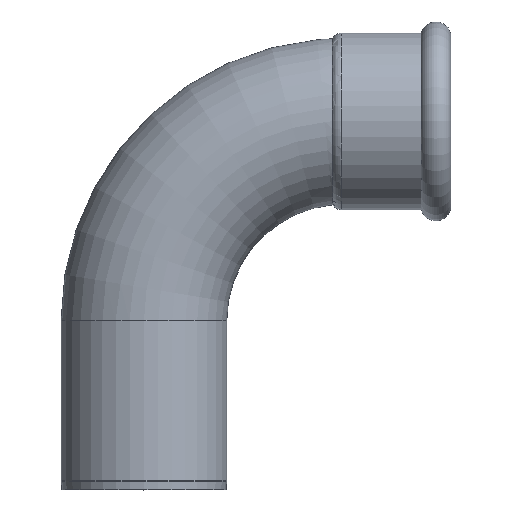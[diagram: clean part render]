
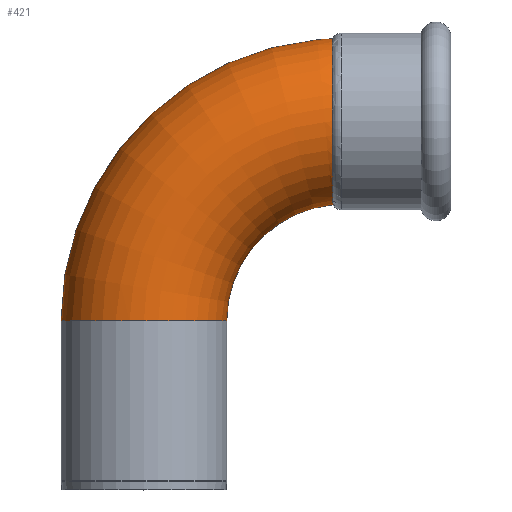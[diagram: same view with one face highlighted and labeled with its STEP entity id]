
A CAD part, top view. The second image highlights one B-rep face of the part: STEP entity #421.
In plain terms, the highlighted toroidal (fillet/blend) face has major radius 65 mm and minor radius 27 mm.
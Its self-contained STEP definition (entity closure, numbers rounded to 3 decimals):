
#18=B_SPLINE_CURVE_WITH_KNOTS('',3,(#833,#834,#835,#836,#837,#838,#839,
#840,#841,#842,#843,#844),.UNSPECIFIED.,.F.,.F.,(4,2,2,2,2,4),(8.516,
9.501,10.552,11.608,12.666,12.785),
 .UNSPECIFIED.);
#19=B_SPLINE_CURVE_WITH_KNOTS('',3,(#846,#847,#848,#849,#850,#851,#852,
#853,#854,#855,#856,#857,#858,#859,#860,#861,#862,#863,#864,#865),
 .UNSPECIFIED.,.F.,.F.,(4,2,2,2,2,2,2,2,2,4),(0.,1.054,2.108,
3.163,4.22,5.277,6.336,7.395,
8.451,8.516),.UNSPECIFIED.);
#20=B_SPLINE_CURVE_WITH_KNOTS('',3,(#866,#867,#868,#869,#870,#871,#872,
#873,#874,#875,#876,#877),.UNSPECIFIED.,.F.,.F.,(4,2,2,2,2,4),(12.785,
13.724,14.78,15.835,16.432,17.029),
 .UNSPECIFIED.);
#64=FACE_OUTER_BOUND('',#83,.T.);
#83=EDGE_LOOP('',(#354,#355,#356,#357,#358,#359,#360));
#126=CIRCLE('',#495,27.);
#127=CIRCLE('',#496,27.);
#136=CIRCLE('',#508,38.);
#175=VERTEX_POINT('',#763);
#176=VERTEX_POINT('',#764);
#186=VERTEX_POINT('',#830);
#187=VERTEX_POINT('',#832);
#188=VERTEX_POINT('',#845);
#235=EDGE_CURVE('',#175,#176,#126,.T.);
#237=EDGE_CURVE('',#176,#175,#127,.T.);
#249=EDGE_CURVE('',#187,#186,#18,.T.);
#250=EDGE_CURVE('',#188,#187,#19,.T.);
#251=EDGE_CURVE('',#186,#188,#20,.T.);
#252=EDGE_CURVE('',#187,#176,#136,.T.);
#354=ORIENTED_EDGE('',*,*,#250,.T.);
#355=ORIENTED_EDGE('',*,*,#252,.T.);
#356=ORIENTED_EDGE('',*,*,#235,.F.);
#357=ORIENTED_EDGE('',*,*,#237,.F.);
#358=ORIENTED_EDGE('',*,*,#252,.F.);
#359=ORIENTED_EDGE('',*,*,#249,.T.);
#360=ORIENTED_EDGE('',*,*,#251,.T.);
#405=TOROIDAL_SURFACE('',#507,65.,27.);
#421=ADVANCED_FACE('',(#64),#405,.T.);
#495=AXIS2_PLACEMENT_3D('',#765,#623,#624);
#496=AXIS2_PLACEMENT_3D('',#767,#626,#627);
#507=AXIS2_PLACEMENT_3D('',#878,#648,#649);
#508=AXIS2_PLACEMENT_3D('',#879,#650,#651);
#623=DIRECTION('center_axis',(0.,-1.,0.));
#624=DIRECTION('ref_axis',(-1.,0.,0.));
#626=DIRECTION('center_axis',(0.,-1.,0.));
#627=DIRECTION('ref_axis',(-1.,0.,0.));
#648=DIRECTION('center_axis',(0.,0.,
-1.));
#649=DIRECTION('ref_axis',(-1.,0.,0.));
#650=DIRECTION('center_axis',(0.,0.,
1.));
#651=DIRECTION('ref_axis',(-1.,0.,0.));
#763=CARTESIAN_POINT('',(-100.,-65.,27.));
#764=CARTESIAN_POINT('',(-73.,-65.,0.));
#765=CARTESIAN_POINT('Origin',(-100.,-65.,0.));
#767=CARTESIAN_POINT('Origin',(-100.,-65.,0.));
#830=CARTESIAN_POINT('',(-38.631,0.,27.));
#832=CARTESIAN_POINT('',(-38.53,-27.164,0.));
#833=CARTESIAN_POINT('Ctrl Pts',(-38.53,-27.164,0.));
#834=CARTESIAN_POINT('Ctrl Pts',(-38.53,-27.164,3.282));
#835=CARTESIAN_POINT('Ctrl Pts',(-38.534,-26.564,6.537));
#836=CARTESIAN_POINT('Ctrl Pts',(-38.548,-24.141,12.879));
#837=CARTESIAN_POINT('Ctrl Pts',(-38.558,-22.265,15.876));
#838=CARTESIAN_POINT('Ctrl Pts',(-38.58,-17.464,21.001));
#839=CARTESIAN_POINT('Ctrl Pts',(-38.591,-14.58,23.075));
#840=CARTESIAN_POINT('Ctrl Pts',(-38.612,-8.172,26.009));
#841=CARTESIAN_POINT('Ctrl Pts',(-38.621,-4.708,26.837));
#842=CARTESIAN_POINT('Ctrl Pts',(-38.629,-0.789,26.994));
#843=CARTESIAN_POINT('Ctrl Pts',(-38.63,-0.394,27.001));
#844=CARTESIAN_POINT('Ctrl Pts',(-38.631,0.,
27.));
#845=CARTESIAN_POINT('',(-38.672,26.927,0.));
#846=CARTESIAN_POINT('Ctrl Pts',(-38.672,26.927,0.));
#847=CARTESIAN_POINT('Ctrl Pts',(-38.672,26.927,-3.513));
#848=CARTESIAN_POINT('Ctrl Pts',(-38.672,26.24,-6.993));
#849=CARTESIAN_POINT('Ctrl Pts',(-38.669,23.573,-13.494));
#850=CARTESIAN_POINT('Ctrl Pts',(-38.666,21.616,-16.454));
#851=CARTESIAN_POINT('Ctrl Pts',(-38.66,16.678,-21.459));
#852=CARTESIAN_POINT('Ctrl Pts',(-38.656,13.742,-23.456));
#853=CARTESIAN_POINT('Ctrl Pts',(-38.646,7.267,-26.215));
#854=CARTESIAN_POINT('Ctrl Pts',(-38.639,3.79,-26.949));
#855=CARTESIAN_POINT('Ctrl Pts',(-38.624,-3.257,-27.046));
#856=CARTESIAN_POINT('Ctrl Pts',(-38.615,-6.759,-26.405));
#857=CARTESIAN_POINT('Ctrl Pts',(-38.596,-13.323,-23.816));
#858=CARTESIAN_POINT('Ctrl Pts',(-38.585,-16.324,-21.892));
#859=CARTESIAN_POINT('Ctrl Pts',(-38.563,-21.415,-17.));
#860=CARTESIAN_POINT('Ctrl Pts',(-38.552,-23.458,-14.079));
#861=CARTESIAN_POINT('Ctrl Pts',(-38.536,-26.298,-7.629));
#862=CARTESIAN_POINT('Ctrl Pts',(-38.531,-27.072,-4.163));
#863=CARTESIAN_POINT('Ctrl Pts',(-38.53,-27.162,-0.43));
#864=CARTESIAN_POINT('Ctrl Pts',(-38.53,-27.164,-0.215));
#865=CARTESIAN_POINT('Ctrl Pts',(-38.53,-27.164,0.));
#866=CARTESIAN_POINT('Ctrl Pts',(-38.631,0.,
27.));
#867=CARTESIAN_POINT('Ctrl Pts',(-38.638,3.125,26.988));
#868=CARTESIAN_POINT('Ctrl Pts',(-38.644,6.229,26.435));
#869=CARTESIAN_POINT('Ctrl Pts',(-38.654,12.479,24.156));
#870=CARTESIAN_POINT('Ctrl Pts',(-38.658,15.519,22.315));
#871=CARTESIAN_POINT('Ctrl Pts',(-38.665,20.72,17.572));
#872=CARTESIAN_POINT('Ctrl Pts',(-38.668,22.831,14.718));
#873=CARTESIAN_POINT('Ctrl Pts',(-38.67,25.186,9.74));
#874=CARTESIAN_POINT('Ctrl Pts',(-38.671,25.835,7.854));
#875=CARTESIAN_POINT('Ctrl Pts',(-38.672,26.707,3.972));
#876=CARTESIAN_POINT('Ctrl Pts',(-38.672,26.927,1.989));
#877=CARTESIAN_POINT('Ctrl Pts',(-38.672,26.927,0.));
#878=CARTESIAN_POINT('Origin',(-35.,-65.,0.));
#879=CARTESIAN_POINT('Origin',(-35.,-65.,0.));
